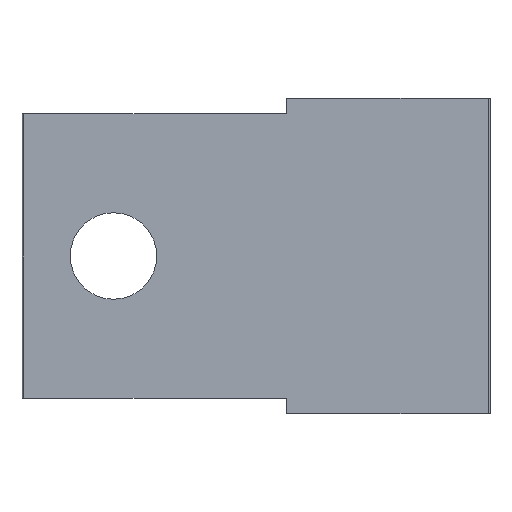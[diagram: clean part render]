
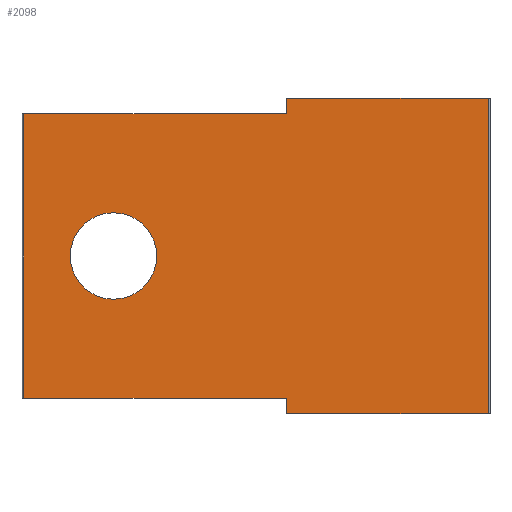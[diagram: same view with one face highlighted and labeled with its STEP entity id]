
A CAD part, front view. The second image highlights one B-rep face of the part: STEP entity #2098.
In plain terms, the highlighted planar face has unit normal (0, -1, 0).
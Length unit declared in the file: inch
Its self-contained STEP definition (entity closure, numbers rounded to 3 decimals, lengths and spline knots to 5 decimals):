
#323=FACE_BOUND('',#581,.T.);
#407=CIRCLE('',#2247,0.2655);
#443=FACE_OUTER_BOUND('',#580,.T.);
#580=EDGE_LOOP('',(#1475,#1476,#1477,#1478,#1479,#1480,#1481,#1482));
#581=EDGE_LOOP('',(#1483));
#743=LINE('',#2618,#809);
#747=LINE('',#2628,#813);
#750=LINE('',#2637,#816);
#754=LINE('',#2645,#820);
#758=LINE('',#2655,#824);
#764=LINE('',#2675,#830);
#774=LINE('',#2706,#840);
#775=LINE('',#2707,#841);
#809=VECTOR('',#2338,0.094);
#813=VECTOR('',#2346,1.615);
#816=VECTOR('',#2353,0.094);
#820=VECTOR('',#2359,1.615);
#824=VECTOR('',#2369,1.75);
#830=VECTOR('',#2387,1.24);
#840=VECTOR('',#2405,1.938);
#841=VECTOR('',#2406,1.24);
#875=VERTEX_POINT('',#2616);
#876=VERTEX_POINT('',#2617);
#879=VERTEX_POINT('',#2625);
#883=VERTEX_POINT('',#2635);
#884=VERTEX_POINT('',#2636);
#887=VERTEX_POINT('',#2644);
#898=VERTEX_POINT('',#2673);
#909=VERTEX_POINT('',#2705);
#910=VERTEX_POINT('',#2708);
#1093=EDGE_CURVE('',#875,#876,#743,.T.);
#1098=EDGE_CURVE('',#876,#879,#747,.T.);
#1102=EDGE_CURVE('',#883,#884,#750,.T.);
#1106=EDGE_CURVE('',#887,#883,#754,.T.);
#1112=EDGE_CURVE('',#887,#879,#758,.T.);
#1122=EDGE_CURVE('',#884,#898,#764,.T.);
#1135=EDGE_CURVE('',#909,#898,#774,.T.);
#1136=EDGE_CURVE('',#909,#875,#775,.T.);
#1137=EDGE_CURVE('',#910,#910,#407,.T.);
#1475=ORIENTED_EDGE('',*,*,#1098,.T.);
#1476=ORIENTED_EDGE('',*,*,#1112,.F.);
#1477=ORIENTED_EDGE('',*,*,#1106,.T.);
#1478=ORIENTED_EDGE('',*,*,#1102,.T.);
#1479=ORIENTED_EDGE('',*,*,#1122,.T.);
#1480=ORIENTED_EDGE('',*,*,#1135,.F.);
#1481=ORIENTED_EDGE('',*,*,#1136,.T.);
#1482=ORIENTED_EDGE('',*,*,#1093,.T.);
#1483=ORIENTED_EDGE('',*,*,#1137,.T.);
#2069=PLANE('',#2246);
#2098=ADVANCED_FACE('',(#443,#323),#2069,.T.);
#2246=AXIS2_PLACEMENT_3D('',#2704,#2403,#2404);
#2247=AXIS2_PLACEMENT_3D('',#2709,#2407,#2408);
#2338=DIRECTION('',(0.,0.,-1.));
#2346=DIRECTION('',(-1.,0.,0.));
#2353=DIRECTION('',(0.,0.,-1.));
#2359=DIRECTION('',(1.,0.,0.));
#2369=DIRECTION('',(0.,0.,1.));
#2387=DIRECTION('',(1.,0.,0.));
#2403=DIRECTION('center_axis',(0.,-1.,0.));
#2404=DIRECTION('ref_axis',(0.,0.,-1.));
#2405=DIRECTION('',(0.,0.,-1.));
#2406=DIRECTION('',(-1.,0.,0.));
#2407=DIRECTION('center_axis',(0.,1.,0.));
#2408=DIRECTION('ref_axis',(1.,0.,0.));
#2616=CARTESIAN_POINT('',(0.34375,-0.59375,1.13331));
#2617=CARTESIAN_POINT('',(0.34375,-0.59375,1.03931));
#2618=CARTESIAN_POINT('',(0.34375,-0.59375,0.16431));
#2625=CARTESIAN_POINT('',(-1.27125,-0.59375,1.03931));
#2628=CARTESIAN_POINT('',(0.96875,-0.59375,1.03931));
#2635=CARTESIAN_POINT('',(0.34375,-0.59375,-0.71069));
#2636=CARTESIAN_POINT('',(0.34375,-0.59375,-0.80469));
#2637=CARTESIAN_POINT('',(0.34375,-0.59375,-0.75769));
#2644=CARTESIAN_POINT('',(-1.27125,-0.59375,-0.71069));
#2645=CARTESIAN_POINT('',(0.15625,-0.59375,-0.71069));
#2655=CARTESIAN_POINT('',(-1.27125,-0.59375,-0.80469));
#2673=CARTESIAN_POINT('',(1.58375,-0.59375,-0.80469));
#2675=CARTESIAN_POINT('',(-1.28125,-0.59375,-0.80469));
#2704=CARTESIAN_POINT('Origin',(1.59375,-0.59375,-0.80469));
#2705=CARTESIAN_POINT('',(1.58375,-0.59375,1.13331));
#2706=CARTESIAN_POINT('',(1.58375,-0.59375,-0.80469));
#2707=CARTESIAN_POINT('',(-1.28125,-0.59375,1.13331));
#2708=CARTESIAN_POINT('',(-0.98475,-0.59375,0.16431));
#2709=CARTESIAN_POINT('Origin',(-0.71925,-0.59375,0.16431));
